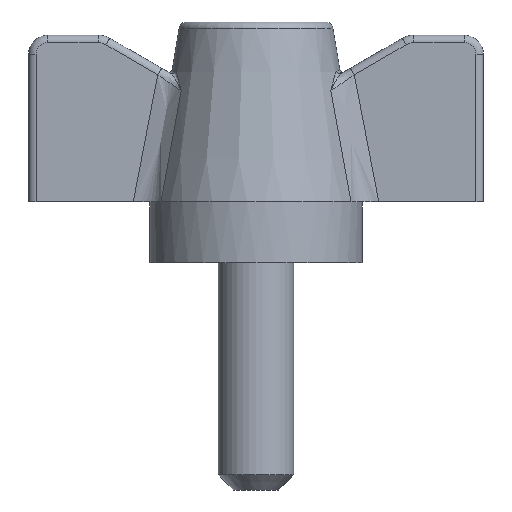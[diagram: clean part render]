
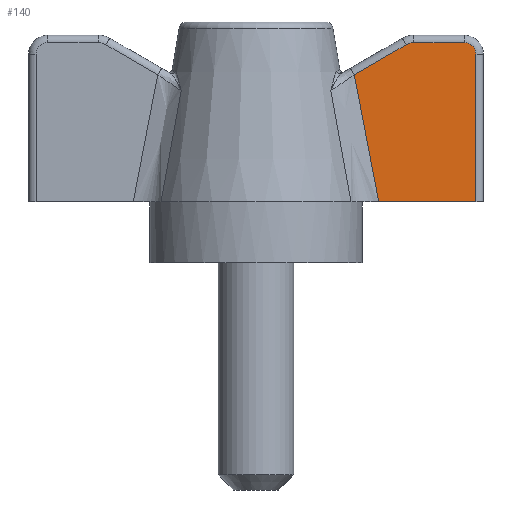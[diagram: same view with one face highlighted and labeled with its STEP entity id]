
A CAD part, front view. The second image highlights one B-rep face of the part: STEP entity #140.
In plain terms, the highlighted planar face has unit normal (0, -1, 0).
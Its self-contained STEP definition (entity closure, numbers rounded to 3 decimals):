
#140 = ADVANCED_FACE( '', ( #305 ), #306, .T. );
#305 = FACE_OUTER_BOUND( '', #1176, .T. );
#306 = PLANE( '', #1177 );
#1176 = EDGE_LOOP( '', ( #1734, #1735, #1736, #1737, #1738, #1739, #1740 ) );
#1177 = AXIS2_PLACEMENT_3D( '', #1741, #1742, #1743 );
#1734 = ORIENTED_EDGE( '', *, *, #2005, .T. );
#1735 = ORIENTED_EDGE( '', *, *, #2073, .T. );
#1736 = ORIENTED_EDGE( '', *, *, #2074, .T. );
#1737 = ORIENTED_EDGE( '', *, *, #2063, .T. );
#1738 = ORIENTED_EDGE( '', *, *, #2075, .T. );
#1739 = ORIENTED_EDGE( '', *, *, #2076, .T. );
#1740 = ORIENTED_EDGE( '', *, *, #2077, .T. );
#1741 = CARTESIAN_POINT( '', ( 3.196, -2., 4. ) );
#1742 = DIRECTION( '', ( 0., -1., 0. ) );
#1743 = DIRECTION( '', ( 0., 0., -1. ) );
#2005 = EDGE_CURVE( '', #2214, #2219, #2221, .T. );
#2063 = EDGE_CURVE( '', #2306, #2304, #2307, .T. );
#2073 = EDGE_CURVE( '', #2219, #2317, #2318, .T. );
#2074 = EDGE_CURVE( '', #2317, #2306, #2319, .T. );
#2075 = EDGE_CURVE( '', #2304, #2320, #2321, .T. );
#2076 = EDGE_CURVE( '', #2320, #2322, #2323, .T. );
#2077 = EDGE_CURVE( '', #2322, #2214, #2324, .T. );
#2214 = VERTEX_POINT( '', #2754 );
#2219 = VERTEX_POINT( '', #2759 );
#2221 = CIRCLE( '', #2761, 1. );
#2304 = VERTEX_POINT( '', #3022 );
#2306 = VERTEX_POINT( '', #3024 );
#2307 = LINE( '', #3025, #3026 );
#2317 = VERTEX_POINT( '', #3110 );
#2318 = LINE( '', #3111, #3112 );
#2319 = B_SPLINE_CURVE_WITH_KNOTS( '', 3, ( #3113, #3114, #3115, #3116, #3117, #3118, #3119, #3120 ), .UNSPECIFIED., .F., .F., ( 4, 1, 2, 1, 4 ), ( 0.001, 0.003, 0.005, 0.007, 0.009 ), .UNSPECIFIED. );
#2320 = VERTEX_POINT( '', #3121 );
#2321 = LINE( '', #3122, #3123 );
#2322 = VERTEX_POINT( '', #3124 );
#2323 = CIRCLE( '', #3125, 0.75 );
#2324 = LINE( '', #3126, #3127 );
#2754 = CARTESIAN_POINT( '', ( 10.402, -2., 14.5 ) );
#2759 = CARTESIAN_POINT( '', ( 9.902, -2., 14.366 ) );
#2761 = AXIS2_PLACEMENT_3D( '', #3360, #3361, #3362 );
#3022 = CARTESIAN_POINT( '', ( 14.5, -2., 4. ) );
#3024 = CARTESIAN_POINT( '', ( 8.094, -2., 4. ) );
#3025 = CARTESIAN_POINT( '', ( 3.196, -2., 4. ) );
#3026 = VECTOR( '', #3436, 1000. );
#3110 = CARTESIAN_POINT( '', ( 6.479, -2., 12.39 ) );
#3111 = CARTESIAN_POINT( '', ( 6.627, -2., 12.475 ) );
#3112 = VECTOR( '', #3437, 1000. );
#3113 = CARTESIAN_POINT( '', ( 6.479, -2., 12.39 ) );
#3114 = CARTESIAN_POINT( '', ( 6.618, -2., 11.692 ) );
#3115 = CARTESIAN_POINT( '', ( 6.892, -2., 10.294 ) );
#3116 = CARTESIAN_POINT( '', ( 7.162, -2., 8.896 ) );
#3117 = CARTESIAN_POINT( '', ( 7.431, -2., 7.498 ) );
#3118 = CARTESIAN_POINT( '', ( 7.698, -2., 6.099 ) );
#3119 = CARTESIAN_POINT( '', ( 7.962, -2., 4.7 ) );
#3120 = CARTESIAN_POINT( '', ( 8.094, -2., 4. ) );
#3121 = CARTESIAN_POINT( '', ( 14.5, -2., 13.75 ) );
#3122 = CARTESIAN_POINT( '', ( 14.5, -2., 13.75 ) );
#3123 = VECTOR( '', #3438, 1000. );
#3124 = CARTESIAN_POINT( '', ( 13.75, -2., 14.5 ) );
#3125 = AXIS2_PLACEMENT_3D( '', #3439, #3440, #3441 );
#3126 = CARTESIAN_POINT( '', ( 10.402, -2., 14.5 ) );
#3127 = VECTOR( '', #3442, 1000. );
#3360 = CARTESIAN_POINT( '', ( 10.402, -2., 13.5 ) );
#3361 = DIRECTION( '', ( 0., -1., 0. ) );
#3362 = DIRECTION( '', ( 0., 0., -1. ) );
#3436 = DIRECTION( '', ( 1., 0., 0. ) );
#3437 = DIRECTION( '', ( -0.866, 0., -0.5 ) );
#3438 = DIRECTION( '', ( 0., 0., 1. ) );
#3439 = CARTESIAN_POINT( '', ( 13.75, -2., 13.75 ) );
#3440 = DIRECTION( '', ( 0., -1., 0. ) );
#3441 = DIRECTION( '', ( 0., 0., -1. ) );
#3442 = DIRECTION( '', ( -1., 0., 0. ) );
